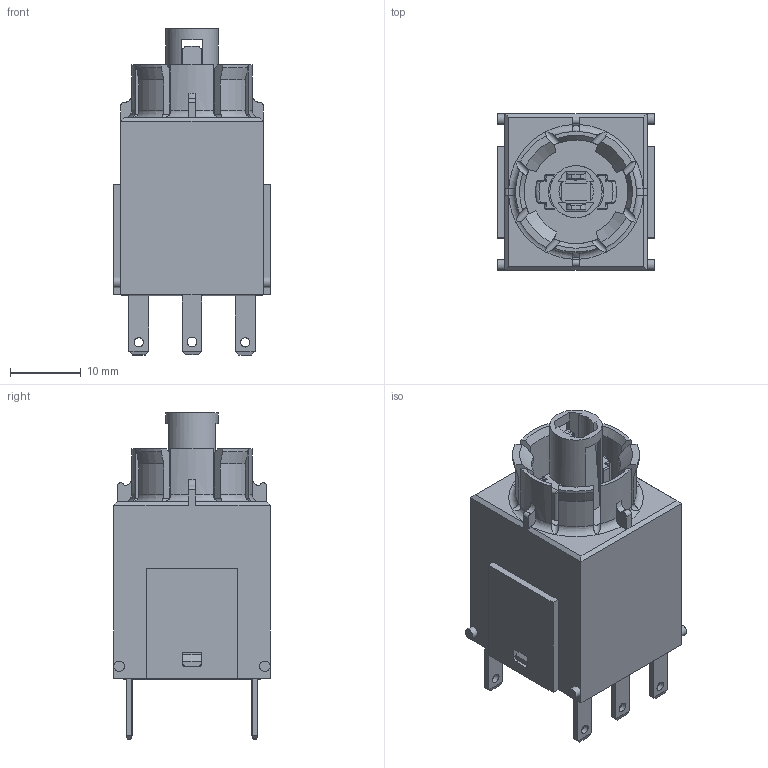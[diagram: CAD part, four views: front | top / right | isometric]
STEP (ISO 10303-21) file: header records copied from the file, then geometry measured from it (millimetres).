
FILE_DESCRIPTION(/* description */ (''),/* implementation_level */ '2;1');
FILE_NAME(/* name */ 'AFL_ipt.stp',/* time_stamp */ '2017-03-29T09:24:22+02:00',/* author */ ('ahoffmann'),/* organization */ (''),/* preprocessor_version */ 'ST-DEVELOPER v16.1',/* originating_system */ 'Autodesk Inventor 2016',/* authorisation */ '');
FILE_SCHEMA (('AUTOMOTIVE_DESIGN { 1 0 10303 214 3 1 1 }'));
Length unit declared in the file: centimetre
Products named in the file (1): AFL
Bounding box: 22.2 x 22.2 x 46.23 mm (x, y, z)
Volume: 11827.2 mm3; surface area: 7180.3 mm2
Topology: 1 solids, 3 shells, 911 faces, 2558 edges, 1658 vertices
Faces by surface type: plane 732, cylinder 110, torus 29, cone 19, bspline 17, sphere 4
Full cylindrical faces by diameter (mm): 1.3 x4, 1.35 x2, 1.5 x4, 2 x2, 4.3 x1, 6 x1, 7.4 x1, 14.7 x1
Entity records: 30053 total; most frequent: CARTESIAN_POINT 6844, ORIENTED_EDGE 5032, DIRECTION 4441, EDGE_CURVE 2516, LINE 2107, VECTOR 2107, VERTEX_POINT 1652, AXIS2_PLACEMENT_3D 1167
